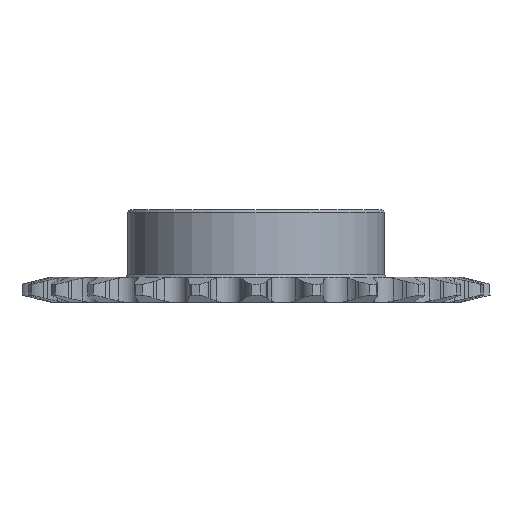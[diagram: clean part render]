
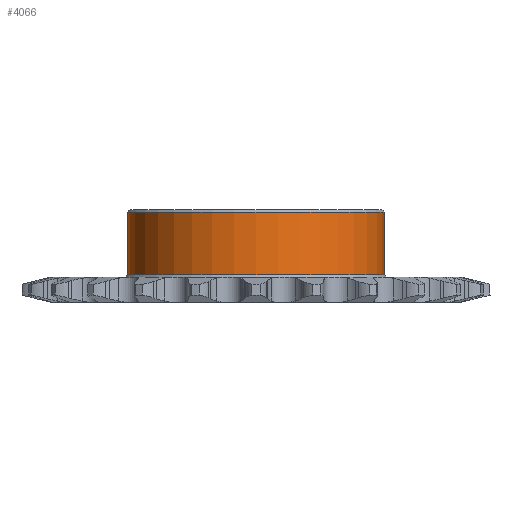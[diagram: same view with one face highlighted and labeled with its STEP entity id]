
A CAD part, front view. The second image highlights one B-rep face of the part: STEP entity #4066.
In plain terms, the highlighted cylindrical face has radius 14.262 mm (diameter 28.524 mm), a partial arc.
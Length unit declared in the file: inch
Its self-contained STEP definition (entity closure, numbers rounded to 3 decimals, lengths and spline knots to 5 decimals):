
#484 = FACE_OUTER_BOUND ( 'NONE', #8688, .T. ) ;
#751 = DIRECTION ( 'NONE',  ( 0., 0., -1. ) ) ;
#755 = LINE ( 'NONE', #10507, #8595 ) ;
#857 = ORIENTED_EDGE ( 'NONE', *, *, #10315, .T. ) ;
#891 = VERTEX_POINT ( 'NONE', #7005 ) ;
#1005 = ORIENTED_EDGE ( 'NONE', *, *, #9272, .T. ) ;
#1599 = DIRECTION ( 'NONE',  ( 0., 0., -1. ) ) ;
#2389 = CYLINDRICAL_SURFACE ( 'NONE', #8496, 0.5615 ) ;
#2679 = DIRECTION ( 'NONE',  ( 0., 0., -1. ) ) ;
#2692 = EDGE_CURVE ( 'NONE', #891, #4357, #755, .T. ) ;
#2972 = VERTEX_POINT ( 'NONE', #5055 ) ;
#3358 = CARTESIAN_POINT ( 'NONE',  ( 0., 0., 0.34 ) ) ;
#3501 = DIRECTION ( 'NONE',  ( -1., 0., 0. ) ) ;
#3885 = DIRECTION ( 'NONE',  ( 0., 0., 1. ) ) ;
#4066 = ADVANCED_FACE ( 'NONE', ( #484 ), #2389, .T. ) ;
#4162 = DIRECTION ( 'NONE',  ( -1., 0., 0. ) ) ;
#4357 = VERTEX_POINT ( 'NONE', #7723 ) ;
#5048 = AXIS2_PLACEMENT_3D ( 'NONE', #8723, #3885, #9561 ) ;
#5055 = CARTESIAN_POINT ( 'NONE',  ( -0.5615, 0., 0.065 ) ) ;
#5332 = LINE ( 'NONE', #5586, #7473 ) ;
#5586 = CARTESIAN_POINT ( 'NONE',  ( -0.5615, 0., 0.35 ) ) ;
#5639 = CIRCLE ( 'NONE', #9333, 0.5615 ) ;
#5679 = EDGE_CURVE ( 'NONE', #891, #8427, #5639, .T. ) ;
#6258 = CARTESIAN_POINT ( 'NONE',  ( -0.5615, 0., 0.34 ) ) ;
#7005 = CARTESIAN_POINT ( 'NONE',  ( 0.5615, 0., 0.34 ) ) ;
#7473 = VECTOR ( 'NONE', #751, 39.37008 ) ;
#7723 = CARTESIAN_POINT ( 'NONE',  ( 0.5615, 0., 0.065 ) ) ;
#8191 = ORIENTED_EDGE ( 'NONE', *, *, #2692, .F. ) ;
#8427 = VERTEX_POINT ( 'NONE', #6258 ) ;
#8496 = AXIS2_PLACEMENT_3D ( 'NONE', #9996, #2679, #3501 ) ;
#8595 = VECTOR ( 'NONE', #1599, 39.37008 ) ;
#8688 = EDGE_LOOP ( 'NONE', ( #8191, #10525, #1005, #857 ) ) ;
#8723 = CARTESIAN_POINT ( 'NONE',  ( 0., 0., 0.065 ) ) ;
#9018 = DIRECTION ( 'NONE',  ( 0., 0., -1. ) ) ;
#9272 = EDGE_CURVE ( 'NONE', #8427, #2972, #5332, .T. ) ;
#9333 = AXIS2_PLACEMENT_3D ( 'NONE', #3358, #9018, #4162 ) ;
#9561 = DIRECTION ( 'NONE',  ( 1., 0., 0. ) ) ;
#9996 = CARTESIAN_POINT ( 'NONE',  ( 0., 0., 0.35 ) ) ;
#10043 = CIRCLE ( 'NONE', #5048, 0.5615 ) ;
#10315 = EDGE_CURVE ( 'NONE', #2972, #4357, #10043, .T. ) ;
#10507 = CARTESIAN_POINT ( 'NONE',  ( 0.5615, 0., 0.35 ) ) ;
#10525 = ORIENTED_EDGE ( 'NONE', *, *, #5679, .T. ) ;
